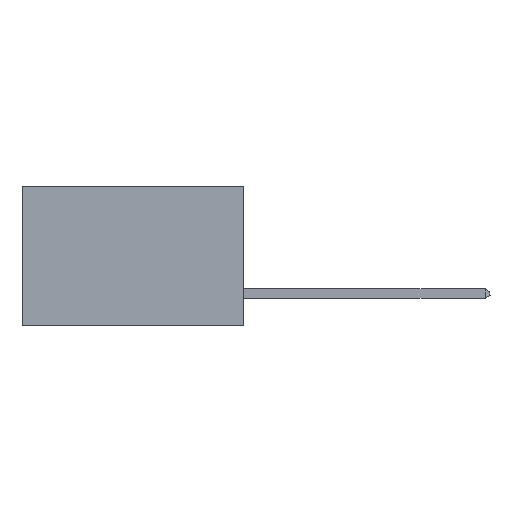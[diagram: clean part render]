
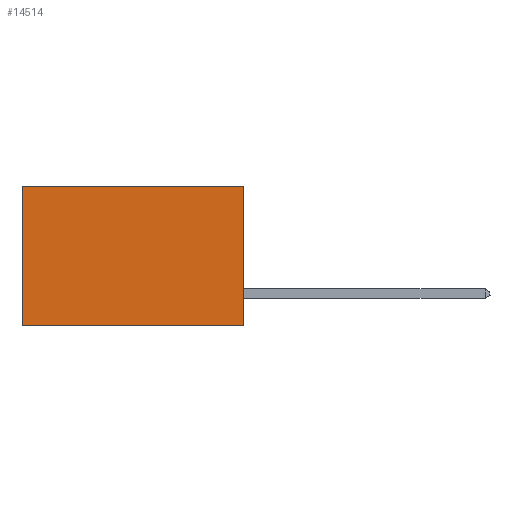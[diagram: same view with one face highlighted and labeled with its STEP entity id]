
A CAD part, left-side view. The second image highlights one B-rep face of the part: STEP entity #14514.
In plain terms, the highlighted planar face has unit normal (-1, 0, 0).
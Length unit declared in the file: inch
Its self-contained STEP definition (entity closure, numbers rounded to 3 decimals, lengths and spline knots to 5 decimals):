
#327 = LINE ( 'NONE', #12614, #18813 ) ;
#395 = LINE ( 'NONE', #3342, #5346 ) ;
#597 = FACE_OUTER_BOUND ( 'NONE', #19919, .T. ) ;
#1414 = LINE ( 'NONE', #17464, #5202 ) ;
#1534 = DIRECTION ( 'NONE',  ( 0., 0., -1. ) ) ;
#1713 = VERTEX_POINT ( 'NONE', #8779 ) ;
#2720 = CARTESIAN_POINT ( 'NONE',  ( 0.277, 0.59, -0.37 ) ) ;
#3342 = CARTESIAN_POINT ( 'NONE',  ( 0.277, 0., 0. ) ) ;
#3389 = DIRECTION ( 'NONE',  ( 0., 1., 0. ) ) ;
#5058 = ORIENTED_EDGE ( 'NONE', *, *, #11966, .T. ) ;
#5202 = VECTOR ( 'NONE', #14504, 39.37008 ) ;
#5346 = VECTOR ( 'NONE', #3389, 39.37008 ) ;
#6274 = EDGE_CURVE ( 'NONE', #8925, #19459, #395, .T. ) ;
#6909 = ORIENTED_EDGE ( 'NONE', *, *, #6274, .T. ) ;
#8634 = ORIENTED_EDGE ( 'NONE', *, *, #12851, .F. ) ;
#8779 = CARTESIAN_POINT ( 'NONE',  ( 0.277, 0.59, -0.37 ) ) ;
#8925 = VERTEX_POINT ( 'NONE', #20662 ) ;
#10679 = PLANE ( 'NONE',  #16778 ) ;
#11611 = EDGE_CURVE ( 'NONE', #19275, #1713, #327, .T. ) ;
#11966 = EDGE_CURVE ( 'NONE', #19459, #1713, #16410, .T. ) ;
#12440 = DIRECTION ( 'NONE',  ( 1., 0., 0. ) ) ;
#12614 = CARTESIAN_POINT ( 'NONE',  ( 0.277, 0., -0.37 ) ) ;
#12851 = EDGE_CURVE ( 'NONE', #8925, #19275, #1414, .T. ) ;
#14504 = DIRECTION ( 'NONE',  ( 0., 0., -1. ) ) ;
#14514 = ADVANCED_FACE ( 'NONE', ( #597 ), #10679, .F. ) ;
#14725 = ORIENTED_EDGE ( 'NONE', *, *, #11611, .F. ) ;
#16141 = DIRECTION ( 'NONE',  ( 0., 1., 0. ) ) ;
#16410 = LINE ( 'NONE', #2720, #20361 ) ;
#16778 = AXIS2_PLACEMENT_3D ( 'NONE', #17606, #12440, #1534 ) ;
#17028 = DIRECTION ( 'NONE',  ( 0., 0., -1. ) ) ;
#17168 = CARTESIAN_POINT ( 'NONE',  ( 0.277, 0.59, 0. ) ) ;
#17464 = CARTESIAN_POINT ( 'NONE',  ( 0.277, 0., -0.37 ) ) ;
#17606 = CARTESIAN_POINT ( 'NONE',  ( 0.277, 0., -0.37 ) ) ;
#18813 = VECTOR ( 'NONE', #16141, 39.37008 ) ;
#19275 = VERTEX_POINT ( 'NONE', #21865 ) ;
#19459 = VERTEX_POINT ( 'NONE', #17168 ) ;
#19919 = EDGE_LOOP ( 'NONE', ( #5058, #14725, #8634, #6909 ) ) ;
#20361 = VECTOR ( 'NONE', #17028, 39.37008 ) ;
#20662 = CARTESIAN_POINT ( 'NONE',  ( 0.277, 0., 0. ) ) ;
#21865 = CARTESIAN_POINT ( 'NONE',  ( 0.277, 0., -0.37 ) ) ;
